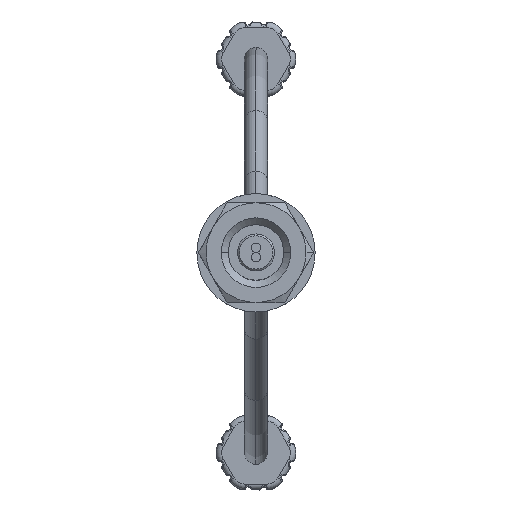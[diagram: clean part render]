
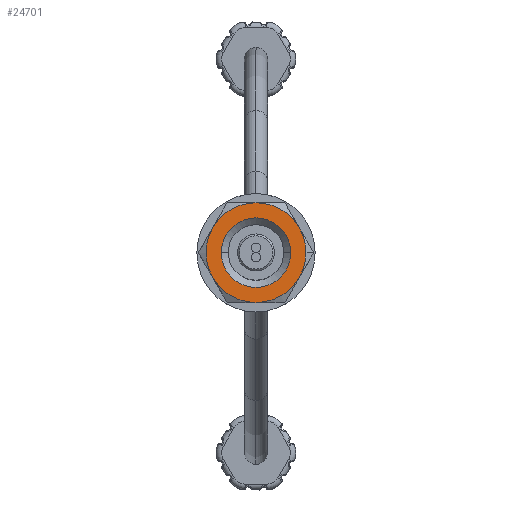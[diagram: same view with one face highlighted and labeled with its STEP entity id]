
A CAD part, top view. The second image highlights one B-rep face of the part: STEP entity #24701.
In plain terms, the highlighted face is planar.
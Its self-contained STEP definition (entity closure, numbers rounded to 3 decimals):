
#24186=CARTESIAN_POINT('',(0.,0.,0.));
#24187=DIRECTION('',(0.,1.,0.));
#24188=DIRECTION('',(0.5,0.,0.866));
#24189=AXIS2_PLACEMENT_3D('',#24186,#24187,#24188);
#24191=CARTESIAN_POINT('',(0.,0.,0.));
#24192=DIRECTION('',(0.,1.,0.));
#24193=DIRECTION('',(-0.5,0.,0.866));
#24194=AXIS2_PLACEMENT_3D('',#24191,#24192,#24193);
#24196=CARTESIAN_POINT('',(0.,0.,0.));
#24197=DIRECTION('',(0.,1.,0.));
#24198=DIRECTION('',(-1.,0.,0.));
#24199=AXIS2_PLACEMENT_3D('',#24196,#24197,#24198);
#24201=CARTESIAN_POINT('',(0.,0.,0.));
#24202=DIRECTION('',(0.,1.,0.));
#24203=DIRECTION('',(-0.5,0.,-0.866));
#24204=AXIS2_PLACEMENT_3D('',#24201,#24202,#24203);
#24206=CARTESIAN_POINT('',(0.,0.,0.));
#24207=DIRECTION('',(0.,1.,0.));
#24208=DIRECTION('',(0.,0.,-1.));
#24209=AXIS2_PLACEMENT_3D('',#24206,#24207,#24208);
#24211=CARTESIAN_POINT('',(0.,0.,0.));
#24212=DIRECTION('',(0.,1.,0.));
#24213=DIRECTION('',(0.5,0.,-0.866));
#24214=AXIS2_PLACEMENT_3D('',#24211,#24212,#24213);
#24216=CARTESIAN_POINT('',(0.,0.,0.));
#24217=DIRECTION('',(0.,1.,0.));
#24218=DIRECTION('',(1.,0.,0.));
#24219=AXIS2_PLACEMENT_3D('',#24216,#24217,#24218);
#24221=CARTESIAN_POINT('',(0.,0.,0.));
#24222=DIRECTION('',(0.,-1.,0.));
#24223=DIRECTION('',(0.,0.,1.));
#24224=AXIS2_PLACEMENT_3D('',#24221,#24222,#24223);
#24226=CARTESIAN_POINT('',(0.,0.,0.));
#24227=DIRECTION('',(0.,-1.,0.));
#24228=DIRECTION('',(0.,0.,-1.));
#24229=AXIS2_PLACEMENT_3D('',#24226,#24227,#24228);
#24291=CARTESIAN_POINT('',(1.35,0.,
-2.338));
#24422=CARTESIAN_POINT('',(0.,0.,1.88));
#24423=VERTEX_POINT('',#24422);
#24424=CARTESIAN_POINT('',(0.,0.,
-1.88));
#24425=VERTEX_POINT('',#24424);
#24426=CARTESIAN_POINT('',(0.,0.,-2.7));
#24427=CARTESIAN_POINT('',(-1.35,0.,-2.338));
#24428=VERTEX_POINT('',#24426);
#24429=VERTEX_POINT('',#24427);
#24437=VERTEX_POINT('',#24291);
#24438=CARTESIAN_POINT('',(-2.7,0.,0.));
#24439=VERTEX_POINT('',#24438);
#24441=CARTESIAN_POINT('',(-1.35,0.,2.338));
#24442=VERTEX_POINT('',#24441);
#24444=CARTESIAN_POINT('',(1.35,0.,2.338));
#24445=VERTEX_POINT('',#24444);
#24447=CARTESIAN_POINT('',(2.7,0.,0.));
#24448=VERTEX_POINT('',#24447);
#24675=CARTESIAN_POINT('',(0.,0.,0.001));
#24676=DIRECTION('',(0.,1.,0.));
#24677=DIRECTION('',(0.,0.,1.));
#24678=AXIS2_PLACEMENT_3D('',#24675,#24676,#24677);
#24679=PLANE('',#24678);
#24681=ORIENTED_EDGE('',*,*,#24680,.F.);
#24682=ORIENTED_EDGE('',*,*,#24669,.F.);
#24684=ORIENTED_EDGE('',*,*,#24683,.F.);
#24686=ORIENTED_EDGE('',*,*,#24685,.F.);
#24688=ORIENTED_EDGE('',*,*,#24687,.F.);
#24690=ORIENTED_EDGE('',*,*,#24689,.F.);
#24692=ORIENTED_EDGE('',*,*,#24691,.F.);
#24693=EDGE_LOOP('',(#24681,#24682,#24684,#24686,#24688,#24690,#24692));
#24694=FACE_OUTER_BOUND('',#24693,.F.);
#24696=ORIENTED_EDGE('',*,*,#24695,.F.);
#24698=ORIENTED_EDGE('',*,*,#24697,.F.);
#24699=EDGE_LOOP('',(#24696,#24698));
#24700=FACE_BOUND('',#24699,.F.);
#24701=ADVANCED_FACE('',(#24694,#24700),#24679,.T.);
#24190=CIRCLE('',#24189,2.7);
#24195=CIRCLE('',#24194,2.7);
#24200=CIRCLE('',#24199,2.7);
#24205=CIRCLE('',#24204,2.7);
#24210=CIRCLE('',#24209,2.7);
#24215=CIRCLE('',#24214,2.7);
#24220=CIRCLE('',#24219,2.7);
#24225=CIRCLE('',#24224,1.88);
#24230=CIRCLE('',#24229,1.88);
#24669=EDGE_CURVE('',#24442,#24445,#24195,.T.);
#24680=EDGE_CURVE('',#24445,#24448,#24190,.T.);
#24683=EDGE_CURVE('',#24439,#24442,#24200,.T.);
#24685=EDGE_CURVE('',#24429,#24439,#24205,.T.);
#24687=EDGE_CURVE('',#24428,#24429,#24210,.T.);
#24689=EDGE_CURVE('',#24437,#24428,#24215,.T.);
#24691=EDGE_CURVE('',#24448,#24437,#24220,.T.);
#24695=EDGE_CURVE('',#24423,#24425,#24225,.T.);
#24697=EDGE_CURVE('',#24425,#24423,#24230,.T.);
